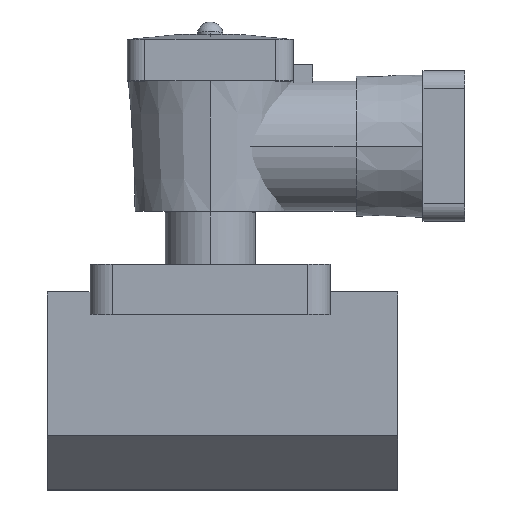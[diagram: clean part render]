
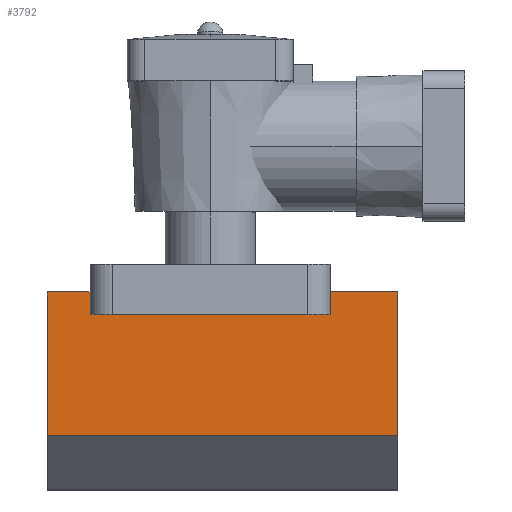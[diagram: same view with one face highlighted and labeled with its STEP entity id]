
A CAD part, top view. The second image highlights one B-rep face of the part: STEP entity #3792.
In plain terms, the highlighted planar face has unit normal (0, 0, 1).
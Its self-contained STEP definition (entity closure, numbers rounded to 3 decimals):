
#152 = CARTESIAN_POINT ( 'NONE',  ( 75., -82.3, 37. ) ) ;
#382 = CARTESIAN_POINT ( 'NONE',  ( -65., -82.3, 37. ) ) ;
#487 = CARTESIAN_POINT ( 'NONE',  ( 75., -24.8, 37. ) ) ;
#516 = EDGE_CURVE ( 'NONE', #2371, #1595, #3152, .T. ) ;
#556 = CARTESIAN_POINT ( 'NONE',  ( -65., -24.8, 37. ) ) ;
#617 = ORIENTED_EDGE ( 'NONE', *, *, #2877, .F. ) ;
#627 = CARTESIAN_POINT ( 'NONE',  ( -48., -33.8, 37. ) ) ;
#680 = CARTESIAN_POINT ( 'NONE',  ( -48., -33.8, 37. ) ) ;
#700 = VECTOR ( 'NONE', #737, 1000. ) ;
#737 = DIRECTION ( 'NONE',  ( -1., 0., 0. ) ) ;
#778 = CARTESIAN_POINT ( 'NONE',  ( 75., -82.3, 37. ) ) ;
#785 = LINE ( 'NONE', #1934, #3434 ) ;
#895 = LINE ( 'NONE', #680, #2154 ) ;
#910 = VECTOR ( 'NONE', #2772, 1000. ) ;
#997 = PLANE ( 'NONE',  #1131 ) ;
#1013 = EDGE_CURVE ( 'NONE', #1029, #2166, #3385, .T. ) ;
#1029 = VERTEX_POINT ( 'NONE', #487 ) ;
#1051 = VECTOR ( 'NONE', #2879, 1000. ) ;
#1124 = ORIENTED_EDGE ( 'NONE', *, *, #2135, .F. ) ;
#1125 = DIRECTION ( 'NONE',  ( -1., 0., 0. ) ) ;
#1131 = AXIS2_PLACEMENT_3D ( 'NONE', #2435, #3591, #3064 ) ;
#1230 = ORIENTED_EDGE ( 'NONE', *, *, #516, .F. ) ;
#1271 = ORIENTED_EDGE ( 'NONE', *, *, #2374, .F. ) ;
#1346 = ORIENTED_EDGE ( 'NONE', *, *, #3546, .T. ) ;
#1524 = ORIENTED_EDGE ( 'NONE', *, *, #1717, .F. ) ;
#1595 = VERTEX_POINT ( 'NONE', #2919 ) ;
#1654 = CARTESIAN_POINT ( 'NONE',  ( 75., -24.8, 37. ) ) ;
#1691 = DIRECTION ( 'NONE',  ( -1., 0., 0. ) ) ;
#1717 = EDGE_CURVE ( 'NONE', #1595, #2166, #3300, .T. ) ;
#1783 = VERTEX_POINT ( 'NONE', #382 ) ;
#1895 = VECTOR ( 'NONE', #1125, 1000. ) ;
#1934 = CARTESIAN_POINT ( 'NONE',  ( 75., -24.8, 37. ) ) ;
#1968 = CARTESIAN_POINT ( 'NONE',  ( 75., -24.8, 37. ) ) ;
#1978 = VERTEX_POINT ( 'NONE', #2028 ) ;
#2028 = CARTESIAN_POINT ( 'NONE',  ( -65., -24.8, 37. ) ) ;
#2135 = EDGE_CURVE ( 'NONE', #1029, #3616, #785, .T. ) ;
#2143 = CARTESIAN_POINT ( 'NONE',  ( 48., -33.8, 37. ) ) ;
#2150 = VECTOR ( 'NONE', #1691, 1000. ) ;
#2154 = VECTOR ( 'NONE', #3021, 1000. ) ;
#2166 = VERTEX_POINT ( 'NONE', #3644 ) ;
#2190 = CARTESIAN_POINT ( 'NONE',  ( 48., -33.8, 37. ) ) ;
#2194 = VECTOR ( 'NONE', #3610, 1000. ) ;
#2279 = LINE ( 'NONE', #1654, #2150 ) ;
#2303 = LINE ( 'NONE', #556, #1051 ) ;
#2317 = EDGE_LOOP ( 'NONE', ( #1271, #1346, #2463, #617, #1124, #2819, #1524, #1230 ) ) ;
#2371 = VERTEX_POINT ( 'NONE', #627 ) ;
#2374 = EDGE_CURVE ( 'NONE', #3191, #2371, #895, .T. ) ;
#2435 = CARTESIAN_POINT ( 'NONE',  ( 75., -24.8, 37. ) ) ;
#2463 = ORIENTED_EDGE ( 'NONE', *, *, #3333, .T. ) ;
#2772 = DIRECTION ( 'NONE',  ( 1., 0., 0. ) ) ;
#2819 = ORIENTED_EDGE ( 'NONE', *, *, #1013, .T. ) ;
#2877 = EDGE_CURVE ( 'NONE', #3616, #1783, #3351, .T. ) ;
#2879 = DIRECTION ( 'NONE',  ( 0., -1., 0. ) ) ;
#2919 = CARTESIAN_POINT ( 'NONE',  ( 48., -33.8, 37. ) ) ;
#3021 = DIRECTION ( 'NONE',  ( 0., -1., 0. ) ) ;
#3064 = DIRECTION ( 'NONE',  ( 0., 1., 0. ) ) ;
#3152 = LINE ( 'NONE', #2190, #910 ) ;
#3191 = VERTEX_POINT ( 'NONE', #3297 ) ;
#3297 = CARTESIAN_POINT ( 'NONE',  ( -48., -24.8, 37. ) ) ;
#3300 = LINE ( 'NONE', #2143, #2194 ) ;
#3333 = EDGE_CURVE ( 'NONE', #1978, #1783, #2303, .T. ) ;
#3347 = FACE_OUTER_BOUND ( 'NONE', #2317, .T. ) ;
#3351 = LINE ( 'NONE', #152, #700 ) ;
#3385 = LINE ( 'NONE', #1968, #1895 ) ;
#3434 = VECTOR ( 'NONE', #3661, 1000. ) ;
#3546 = EDGE_CURVE ( 'NONE', #3191, #1978, #2279, .T. ) ;
#3591 = DIRECTION ( 'NONE',  ( 0., 0., -1. ) ) ;
#3610 = DIRECTION ( 'NONE',  ( 0., 1., 0. ) ) ;
#3616 = VERTEX_POINT ( 'NONE', #778 ) ;
#3644 = CARTESIAN_POINT ( 'NONE',  ( 48., -24.8, 37. ) ) ;
#3661 = DIRECTION ( 'NONE',  ( 0., -1., 0. ) ) ;
#3792 = ADVANCED_FACE ( 'NONE', ( #3347 ), #997, .F. ) ;
